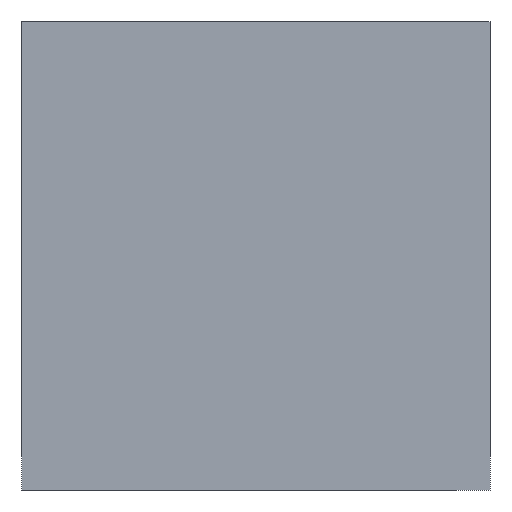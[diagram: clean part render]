
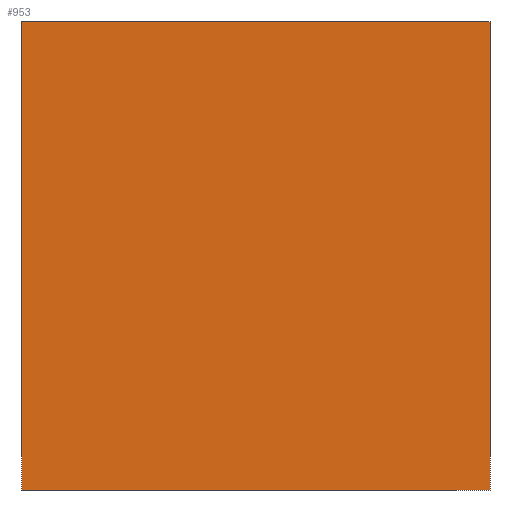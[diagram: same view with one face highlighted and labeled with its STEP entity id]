
A CAD part, front view. The second image highlights one B-rep face of the part: STEP entity #953.
In plain terms, the highlighted planar face has unit normal (0, -1, 0).
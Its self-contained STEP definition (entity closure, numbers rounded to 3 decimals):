
#97=FACE_OUTER_BOUND('',#145,.T.);
#145=EDGE_LOOP('',(#820,#821,#822,#823));
#191=LINE('',#1326,#303);
#232=LINE('',#1403,#344);
#242=LINE('',#1423,#354);
#256=LINE('',#1448,#368);
#303=VECTOR('',#1072,10.);
#344=VECTOR('',#1125,10.);
#354=VECTOR('',#1141,10.);
#368=VECTOR('',#1167,10.);
#412=VERTEX_POINT('',#1323);
#413=VERTEX_POINT('',#1325);
#443=VERTEX_POINT('',#1401);
#450=VERTEX_POINT('',#1421);
#507=EDGE_CURVE('',#413,#412,#191,.T.);
#548=EDGE_CURVE('',#412,#443,#232,.T.);
#558=EDGE_CURVE('',#443,#450,#242,.T.);
#572=EDGE_CURVE('',#450,#413,#256,.T.);
#820=ORIENTED_EDGE('',*,*,#572,.T.);
#821=ORIENTED_EDGE('',*,*,#507,.T.);
#822=ORIENTED_EDGE('',*,*,#548,.T.);
#823=ORIENTED_EDGE('',*,*,#558,.T.);
#922=PLANE('',#1007);
#953=ADVANCED_FACE('',(#97),#922,.F.);
#1007=AXIS2_PLACEMENT_3D('',#1484,#1204,#1205);
#1072=DIRECTION('',(0.,0.,1.));
#1125=DIRECTION('',(-1.,0.,0.));
#1141=DIRECTION('',(0.,0.,-1.));
#1167=DIRECTION('',(1.,0.,0.));
#1204=DIRECTION('center_axis',(0.,1.,0.));
#1205=DIRECTION('ref_axis',(-1.,0.,0.));
#1323=CARTESIAN_POINT('',(35.,0.,35.));
#1325=CARTESIAN_POINT('',(35.,0.,-35.));
#1326=CARTESIAN_POINT('',(35.,0.,-35.));
#1401=CARTESIAN_POINT('',(-35.,0.,35.));
#1403=CARTESIAN_POINT('',(35.,0.,35.));
#1421=CARTESIAN_POINT('',(-35.,0.,-35.));
#1423=CARTESIAN_POINT('',(-35.,0.,35.));
#1448=CARTESIAN_POINT('',(-35.,0.,-35.));
#1484=CARTESIAN_POINT('Origin',(0.,0.,0.));
